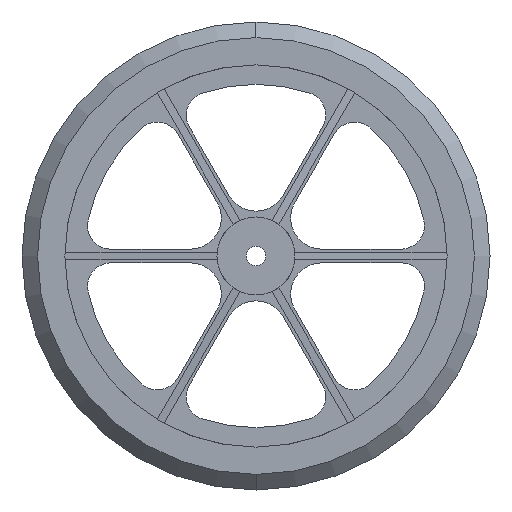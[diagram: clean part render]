
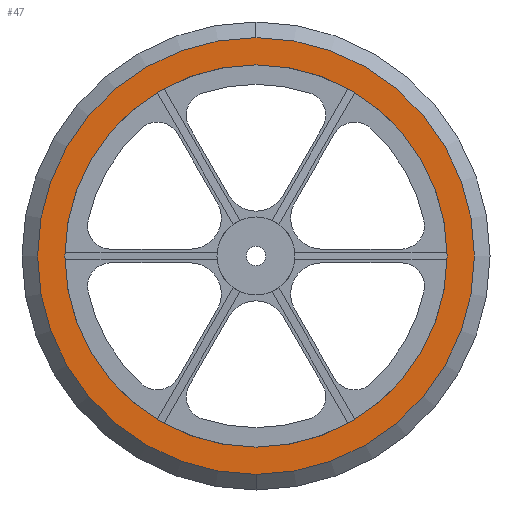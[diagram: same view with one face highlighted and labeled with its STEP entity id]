
A CAD part, left-side view. The second image highlights one B-rep face of the part: STEP entity #47.
In plain terms, the highlighted planar face has unit normal (-1, 0, 0).
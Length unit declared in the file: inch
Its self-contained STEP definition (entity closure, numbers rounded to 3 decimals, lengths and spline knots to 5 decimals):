
#28 = ORIENTED_EDGE ( 'NONE', *, *, #3733, .T. ) ;
#47 = ADVANCED_FACE ( 'NONE', ( #1700, #3306 ), #3744, .F. ) ;
#146 = DIRECTION ( 'NONE',  ( 0., 0., -1. ) ) ;
#156 = DIRECTION ( 'NONE',  ( 1., 0., 0. ) ) ;
#171 = CARTESIAN_POINT ( 'NONE',  ( -0.5, 0., 0. ) ) ;
#236 = EDGE_LOOP ( 'NONE', ( #3294, #28 ) ) ;
#359 = CIRCLE ( 'NONE', #3273, 3.5 ) ;
#427 = DIRECTION ( 'NONE',  ( -1., 0., 0. ) ) ;
#456 = DIRECTION ( 'NONE',  ( 0., 0., -1. ) ) ;
#486 = ORIENTED_EDGE ( 'NONE', *, *, #759, .T. ) ;
#509 = VERTEX_POINT ( 'NONE', #3075 ) ;
#533 = CARTESIAN_POINT ( 'NONE',  ( -0.5, 0., 0. ) ) ;
#565 = AXIS2_PLACEMENT_3D ( 'NONE', #2178, #427, #2472 ) ;
#585 = CARTESIAN_POINT ( 'NONE',  ( -0.5, 0., 3.5 ) ) ;
#682 = VERTEX_POINT ( 'NONE', #885 ) ;
#718 = AXIS2_PLACEMENT_3D ( 'NONE', #171, #2211, #456 ) ;
#759 = EDGE_CURVE ( 'NONE', #2894, #682, #359, .T. ) ;
#885 = CARTESIAN_POINT ( 'NONE',  ( -0.5, 0., -3.5 ) ) ;
#977 = EDGE_CURVE ( 'NONE', #509, #1339, #2473, .T. ) ;
#1197 = ORIENTED_EDGE ( 'NONE', *, *, #2372, .T. ) ;
#1339 = VERTEX_POINT ( 'NONE', #1381 ) ;
#1381 = CARTESIAN_POINT ( 'NONE',  ( -0.5, 0., 3.0625 ) ) ;
#1510 = DIRECTION ( 'NONE',  ( -1., 0., 0. ) ) ;
#1700 = FACE_OUTER_BOUND ( 'NONE', #2974, .T. ) ;
#1864 = AXIS2_PLACEMENT_3D ( 'NONE', #3615, #1897, #146 ) ;
#1897 = DIRECTION ( 'NONE',  ( 1., 0., 0. ) ) ;
#2138 = AXIS2_PLACEMENT_3D ( 'NONE', #533, #156, #3732 ) ;
#2178 = CARTESIAN_POINT ( 'NONE',  ( -0.5, 0., 0. ) ) ;
#2211 = DIRECTION ( 'NONE',  ( 1., 0., 0. ) ) ;
#2372 = EDGE_CURVE ( 'NONE', #682, #2894, #3220, .T. ) ;
#2472 = DIRECTION ( 'NONE',  ( 0., 0., -1. ) ) ;
#2473 = CIRCLE ( 'NONE', #1864, 3.0625 ) ;
#2894 = VERTEX_POINT ( 'NONE', #585 ) ;
#2974 = EDGE_LOOP ( 'NONE', ( #1197, #486 ) ) ;
#3075 = CARTESIAN_POINT ( 'NONE',  ( -0.5, 0., -3.0625 ) ) ;
#3220 = CIRCLE ( 'NONE', #565, 3.5 ) ;
#3225 = CARTESIAN_POINT ( 'NONE',  ( -0.5, 0., 0. ) ) ;
#3273 = AXIS2_PLACEMENT_3D ( 'NONE', #3225, #1510, #3519 ) ;
#3294 = ORIENTED_EDGE ( 'NONE', *, *, #977, .T. ) ;
#3306 = FACE_BOUND ( 'NONE', #236, .T. ) ;
#3519 = DIRECTION ( 'NONE',  ( 0., 0., -1. ) ) ;
#3615 = CARTESIAN_POINT ( 'NONE',  ( -0.5, 0., 0. ) ) ;
#3732 = DIRECTION ( 'NONE',  ( 0., 0., -1. ) ) ;
#3733 = EDGE_CURVE ( 'NONE', #1339, #509, #3739, .T. ) ;
#3739 = CIRCLE ( 'NONE', #718, 3.0625 ) ;
#3744 = PLANE ( 'NONE',  #2138 ) ;
